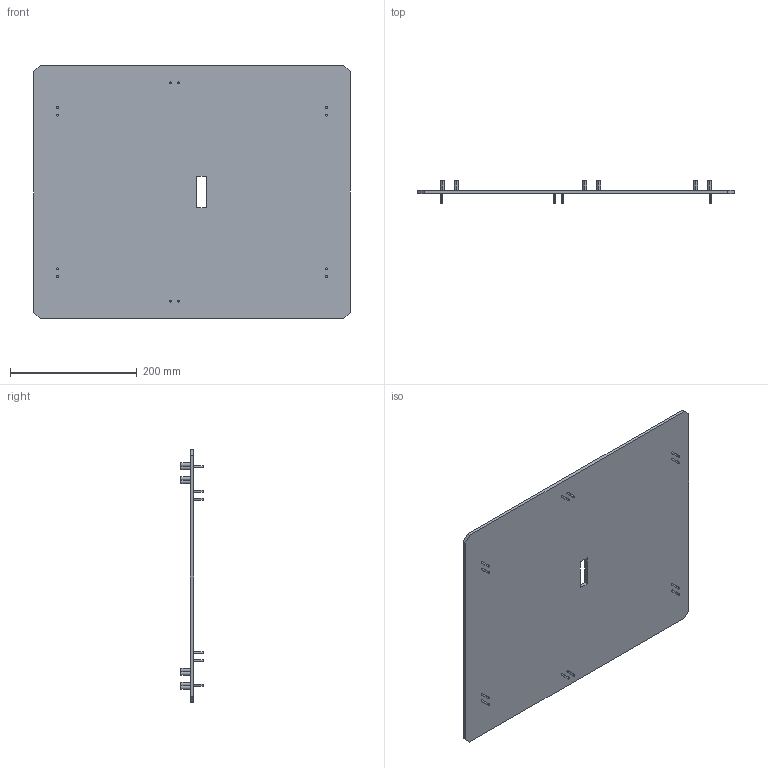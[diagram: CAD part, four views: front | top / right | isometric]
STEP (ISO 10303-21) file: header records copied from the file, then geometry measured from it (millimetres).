
FILE_DESCRIPTION (( 'STEP AP203' ), '1' );
FILE_NAME ('Sheet to cover Exide battery.STEP', '2020-06-27T07:04:15', ( '' ), ( '' ), 'SwSTEP 2.0', 'SolidWorks 2017', '' );
FILE_SCHEMA (( 'CONFIG_CONTROL_DESIGN' ));
Length unit declared in the file: millimetre
Products named in the file (1): Sheet to cover Exide battery
Bounding box: 500 x 35 x 400 mm (x, y, z)
Volume: 1006701.1 mm3; surface area: 416115.1 mm2
Topology: 1 solids, 1 shells, 122 faces, 252 edges, 168 vertices
Faces by surface type: cylinder 72, plane 50
Entity records: 3381 total; most frequent: DIRECTION 642, CARTESIAN_POINT 543, ORIENTED_EDGE 504, AXIS2_PLACEMENT_3D 267, EDGE_CURVE 252, VERTEX_POINT 168, EDGE_LOOP 160, CIRCLE 144
